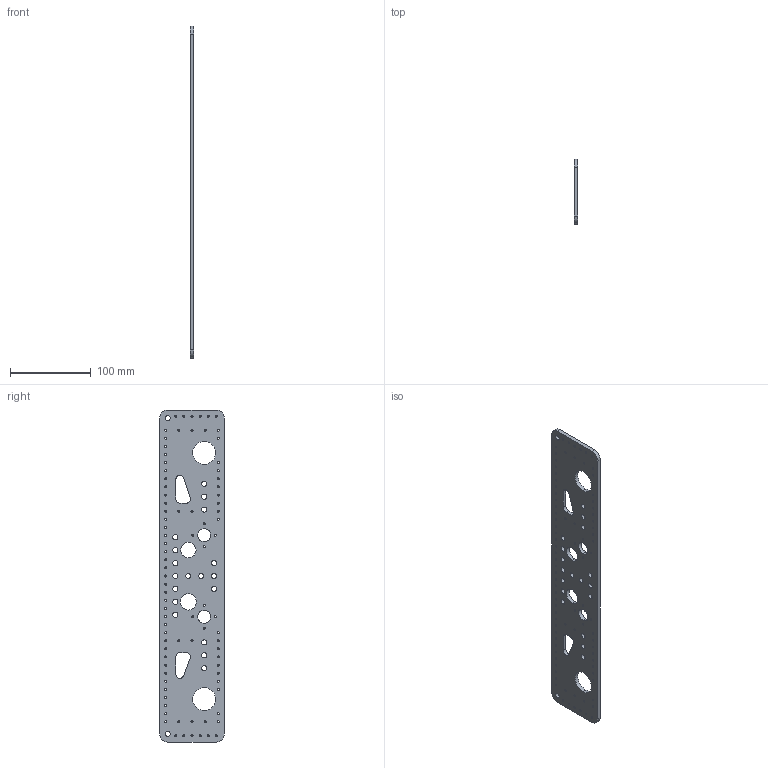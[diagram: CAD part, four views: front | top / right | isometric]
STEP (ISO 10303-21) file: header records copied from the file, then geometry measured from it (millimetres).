
FILE_DESCRIPTION (( 'STEP AP214' ), '1' );
FILE_NAME ('Mecanum16InchInside.STEP', '2017-09-20T04:48:46', ( '' ), ( '' ), 'SwSTEP 2.0', 'SolidWorks 2017', '' );
FILE_SCHEMA (( 'AUTOMOTIVE_DESIGN' ));
Length unit declared in the file: millimetre
Products named in the file (1): Mecanum16InchInside
Bounding box: 4.76 x 80 x 410 mm (x, y, z)
Volume: 135662.1 mm3; surface area: 69454.1 mm2
Topology: 1 solids, 1 shells, 249 faces, 741 edges, 494 vertices
Faces by surface type: cylinder 237, plane 12
Entity records: 9143 total; most frequent: DIRECTION 1715, CARTESIAN_POINT 1485, ORIENTED_EDGE 1482, EDGE_CURVE 741, AXIS2_PLACEMENT_3D 724, VERTEX_POINT 494, EDGE_LOOP 479, CIRCLE 474
